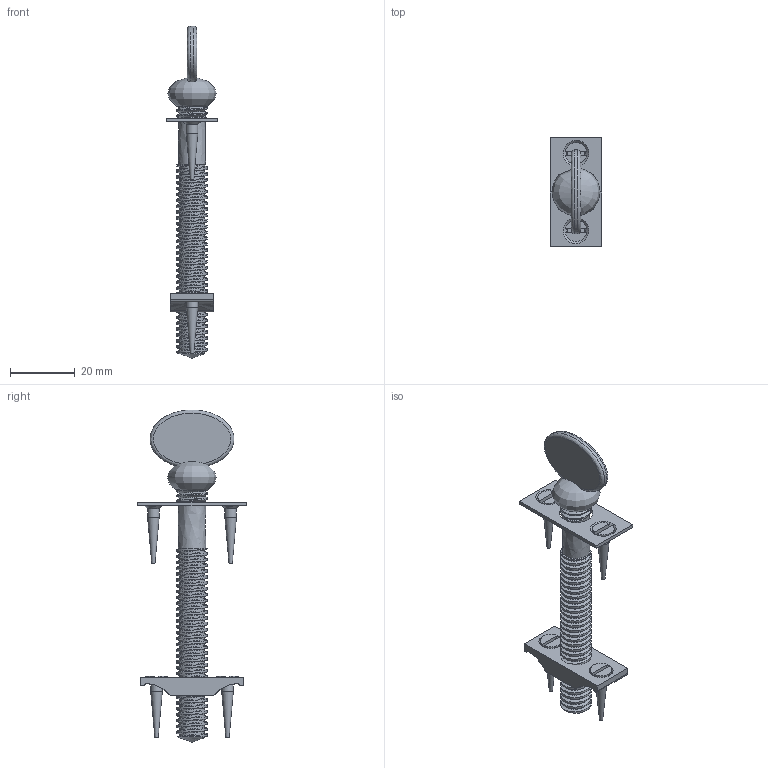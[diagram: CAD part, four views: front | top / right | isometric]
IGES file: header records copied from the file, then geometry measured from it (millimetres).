
Global section: file name: P1170-C; native system: Autodesk Inventor 2018; preprocessor: unknown; author: ashami; date: 20180914.080104; units: millimetre
Bounding box: 15.9 x 33.75 x 102.86 mm (x, y, z)
Volume: 9195.5 mm3; surface area: 8527.5 mm2
Topology: 8 solids, 8 shells, 103 faces, 264 edges, 176 vertices
Faces by surface type: bspline 103
